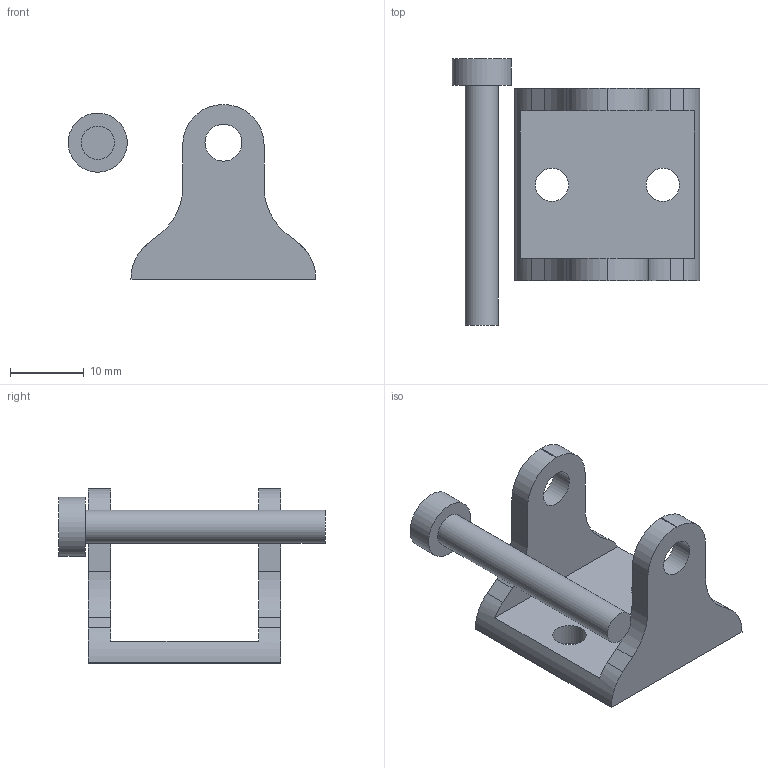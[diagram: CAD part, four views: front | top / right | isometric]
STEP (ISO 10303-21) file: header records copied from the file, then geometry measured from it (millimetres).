
FILE_DESCRIPTION(('FreeCAD Model'),'2;1');
FILE_NAME('MB14 Motor-end.step','2016-11-02T15:38:40',('Technical Support'),( 'Firgelli Automations Inc'),'Open CASCADE STEP processor 6.8', 'FreeCAD','Unknown');
FILE_SCHEMA(('AUTOMOTIVE_DESIGN_CC2 { 1 2 10303 214 -1 1 5 4 }'));
Length unit declared in the file: millimetre
Products named in the file (2): Motor_end_Pin; MB14_Motorend_Bracket
Bounding box: 33.5 x 36 x 23.66 mm (x, y, z)
Volume: 3939.4 mm3; surface area: 3458.5 mm2
Topology: 2 solids, 2 shells, 37 faces, 96 edges, 64 vertices
Faces by surface type: plane 21, cylinder 16
Full cylindrical faces by diameter (mm): 4.5 x3, 5 x2, 8 x1
Entity records: 2455 total; most frequent: CARTESIAN_POINT 474, DIRECTION 366, ORIENTED_EDGE 192, PCURVE 192, DEFINITIONAL_REPRESENTATION 192, LINE 192, VECTOR 192, EDGE_CURVE 96
